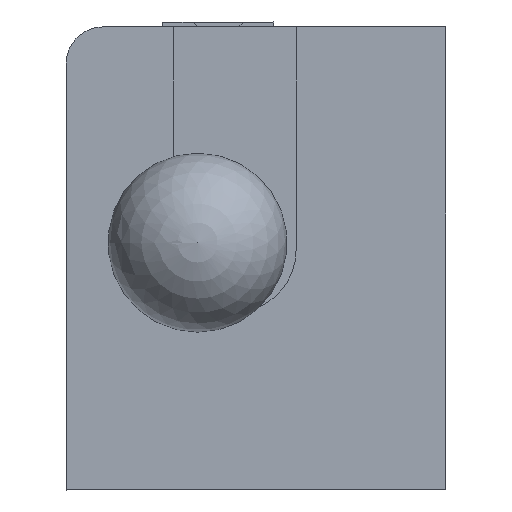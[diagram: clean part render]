
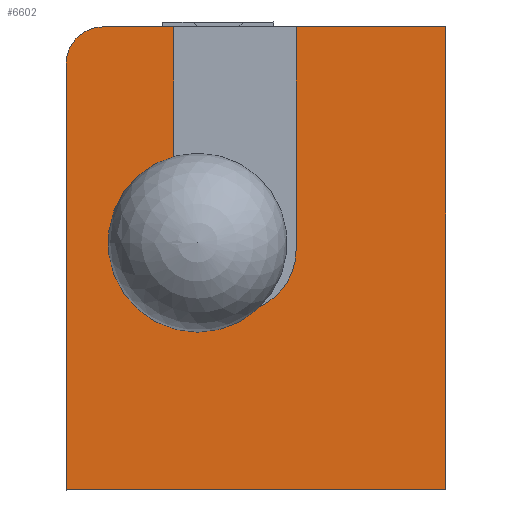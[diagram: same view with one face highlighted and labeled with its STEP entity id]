
A CAD part, top view. The second image highlights one B-rep face of the part: STEP entity #6602.
In plain terms, the highlighted planar face has unit normal (0, 0, 1).
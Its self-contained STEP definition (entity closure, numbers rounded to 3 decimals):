
#550=CIRCLE('',#7195,2.5);
#551=CIRCLE('',#7196,4.1);
#910=FACE_OUTER_BOUND('',#1328,.T.);
#1328=EDGE_LOOP('',(#5878,#5879,#5880,#5881,#5882,#5883,#5884,#5885,#5886));
#1941=LINE('',#13431,#2587);
#1973=LINE('',#13510,#2619);
#1974=LINE('',#13514,#2620);
#1975=LINE('',#13516,#2621);
#1976=LINE('',#13517,#2622);
#1977=LINE('',#13519,#2623);
#1978=LINE('',#13522,#2624);
#2587=VECTOR('',#8740,10.);
#2619=VECTOR('',#8816,10.);
#2620=VECTOR('',#8819,10.);
#2621=VECTOR('',#8820,10.);
#2622=VECTOR('',#8821,10.);
#2623=VECTOR('',#8822,10.);
#2624=VECTOR('',#8825,10.);
#3198=VERTEX_POINT('',#13428);
#3199=VERTEX_POINT('',#13430);
#3223=VERTEX_POINT('',#13508);
#3224=VERTEX_POINT('',#13509);
#3225=VERTEX_POINT('',#13511);
#3226=VERTEX_POINT('',#13513);
#3227=VERTEX_POINT('',#13515);
#3228=VERTEX_POINT('',#13518);
#3229=VERTEX_POINT('',#13520);
#4080=EDGE_CURVE('',#3198,#3199,#1941,.T.);
#4119=EDGE_CURVE('',#3223,#3224,#1973,.T.);
#4120=EDGE_CURVE('',#3223,#3225,#550,.T.);
#4121=EDGE_CURVE('',#3225,#3226,#1974,.T.);
#4122=EDGE_CURVE('',#3227,#3226,#1975,.T.);
#4123=EDGE_CURVE('',#3199,#3227,#1976,.T.);
#4124=EDGE_CURVE('',#3198,#3228,#1977,.F.);
#4125=EDGE_CURVE('',#3229,#3228,#551,.T.);
#4126=EDGE_CURVE('',#3224,#3229,#1978,.T.);
#5878=ORIENTED_EDGE('',*,*,#4119,.F.);
#5879=ORIENTED_EDGE('',*,*,#4120,.T.);
#5880=ORIENTED_EDGE('',*,*,#4121,.T.);
#5881=ORIENTED_EDGE('',*,*,#4122,.F.);
#5882=ORIENTED_EDGE('',*,*,#4123,.F.);
#5883=ORIENTED_EDGE('',*,*,#4080,.F.);
#5884=ORIENTED_EDGE('',*,*,#4124,.T.);
#5885=ORIENTED_EDGE('',*,*,#4125,.F.);
#5886=ORIENTED_EDGE('',*,*,#4126,.F.);
#6253=PLANE('',#7194);
#6602=ADVANCED_FACE('',(#910),#6253,.T.);
#7194=AXIS2_PLACEMENT_3D('',#13507,#8814,#8815);
#7195=AXIS2_PLACEMENT_3D('',#13512,#8817,#8818);
#7196=AXIS2_PLACEMENT_3D('',#13521,#8823,#8824);
#8740=DIRECTION('',(1.,0.,0.));
#8814=DIRECTION('center_axis',(0.,0.,
1.));
#8815=DIRECTION('ref_axis',(0.,1.,0.));
#8816=DIRECTION('',(1.,0.,0.));
#8817=DIRECTION('center_axis',(0.,0.,
1.));
#8818=DIRECTION('ref_axis',(0.,1.,0.));
#8819=DIRECTION('',(0.,-1.,0.));
#8820=DIRECTION('',(-1.,0.,0.));
#8821=DIRECTION('',(0.,-1.,0.));
#8822=DIRECTION('',(0.,1.,0.));
#8823=DIRECTION('center_axis',(0.,0.,
1.));
#8824=DIRECTION('ref_axis',(0.707,0.707,0.));
#8825=DIRECTION('',(0.,-1.,0.));
#13428=CARTESIAN_POINT('',(-7.4,61.669,6.046));
#13430=CARTESIAN_POINT('',(2.65,61.669,6.046));
#13431=CARTESIAN_POINT('',(0.583,61.669,6.046));
#13507=CARTESIAN_POINT('Origin',(-11.117,47.169,6.046));
#13508=CARTESIAN_POINT('',(-20.317,61.669,6.046));
#13509=CARTESIAN_POINT('',(-15.6,61.669,6.046));
#13510=CARTESIAN_POINT('',(-17.7,61.669,6.046));
#13511=CARTESIAN_POINT('',(-22.817,59.169,6.046));
#13512=CARTESIAN_POINT('Origin',(-20.317,59.169,6.046));
#13513=CARTESIAN_POINT('',(-22.817,30.669,6.046));
#13514=CARTESIAN_POINT('',(-22.817,59.169,6.046));
#13515=CARTESIAN_POINT('',(2.65,30.669,6.046));
#13516=CARTESIAN_POINT('',(2.65,30.669,6.046));
#13517=CARTESIAN_POINT('',(2.65,32.669,6.046));
#13518=CARTESIAN_POINT('',(-7.4,46.669,6.046));
#13519=CARTESIAN_POINT('',(-7.4,54.419,6.046));
#13520=CARTESIAN_POINT('',(-15.6,46.669,6.046));
#13521=CARTESIAN_POINT('Origin',(-11.5,46.669,6.046));
#13522=CARTESIAN_POINT('',(-15.6,47.169,6.046));
